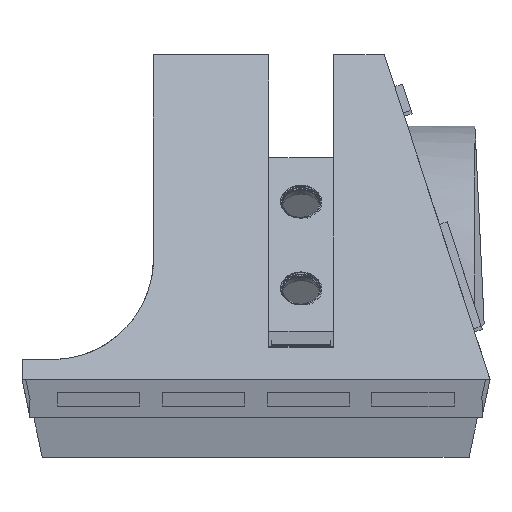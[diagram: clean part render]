
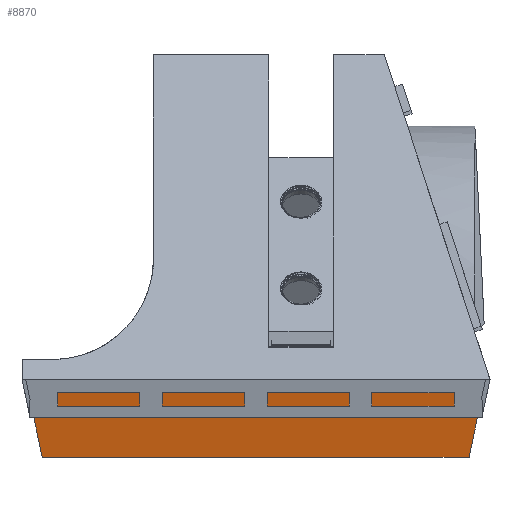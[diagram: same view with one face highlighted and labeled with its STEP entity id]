
A CAD part, front view. The second image highlights one B-rep face of the part: STEP entity #8870.
In plain terms, the highlighted planar face has unit normal (0, -0.978, -0.21).
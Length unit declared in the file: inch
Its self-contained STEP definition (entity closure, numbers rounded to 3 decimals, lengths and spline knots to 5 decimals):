
#465=PLANE('',#9464);
#900=FACE_OUTER_BOUND('',#1470,.T.);
#1470=EDGE_LOOP('',(#7695,#7696,#7697,#7698));
#2631=LINE('',#16386,#3640);
#2632=LINE('',#16388,#3641);
#2633=LINE('',#16390,#3642);
#2634=LINE('',#16391,#3643);
#3640=VECTOR('',#11279,0.3937);
#3641=VECTOR('',#11280,0.3937);
#3642=VECTOR('',#11281,0.3937);
#3643=VECTOR('',#11282,0.3937);
#4496=VERTEX_POINT('',#16384);
#4497=VERTEX_POINT('',#16385);
#4498=VERTEX_POINT('',#16387);
#4499=VERTEX_POINT('',#16389);
#5613=EDGE_CURVE('',#4496,#4497,#2631,.T.);
#5614=EDGE_CURVE('',#4498,#4497,#2632,.T.);
#5615=EDGE_CURVE('',#4498,#4499,#2633,.T.);
#5616=EDGE_CURVE('',#4499,#4496,#2634,.T.);
#7695=ORIENTED_EDGE('',*,*,#5613,.T.);
#7696=ORIENTED_EDGE('',*,*,#5614,.F.);
#7697=ORIENTED_EDGE('',*,*,#5615,.T.);
#7698=ORIENTED_EDGE('',*,*,#5616,.T.);
#8870=ADVANCED_FACE('',(#900),#465,.F.);
#9464=AXIS2_PLACEMENT_3D('',#16383,#11277,#11278);
#11277=DIRECTION('center_axis',(0.,0.978,0.21));
#11278=DIRECTION('ref_axis',(0.,-0.21,0.978));
#11279=DIRECTION('',(0.203,-0.206,0.957));
#11280=DIRECTION('',(1.,0.,0.));
#11281=DIRECTION('',(0.203,0.206,-0.957));
#11282=DIRECTION('',(1.,0.,0.));
#16383=CARTESIAN_POINT('Origin',(0.,-7.85825,0.06837));
#16384=CARTESIAN_POINT('',(2.74805,-7.85825,0.06837));
#16385=CARTESIAN_POINT('',(2.9986,-8.11136,1.24708));
#16386=CARTESIAN_POINT('',(2.73488,-7.84495,0.0064));
#16387=CARTESIAN_POINT('',(-3.97805,-8.11136,1.24708));
#16388=CARTESIAN_POINT('',(0.,-8.11136,1.24708));
#16389=CARTESIAN_POINT('',(-3.7275,-7.85825,0.06837));
#16390=CARTESIAN_POINT('',(-3.6306,-7.76036,-0.3875));
#16391=CARTESIAN_POINT('',(0.,-7.85825,0.06837));
